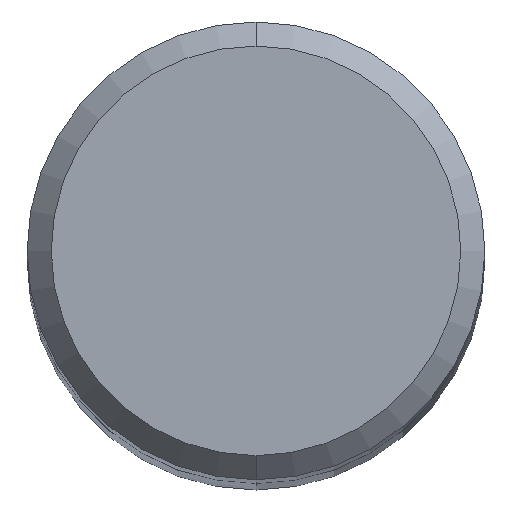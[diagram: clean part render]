
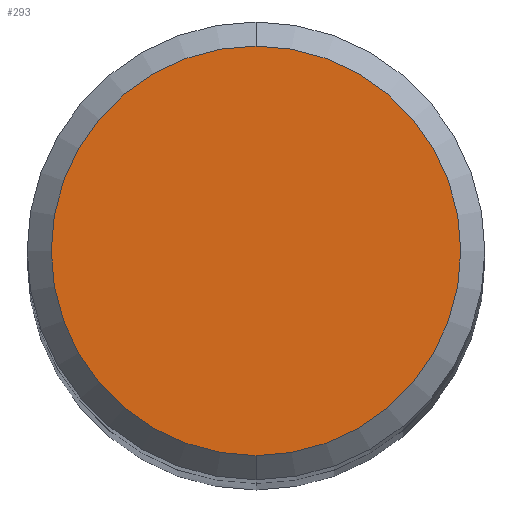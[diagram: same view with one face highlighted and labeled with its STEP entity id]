
A CAD part, top view. The second image highlights one B-rep face of the part: STEP entity #293.
In plain terms, the highlighted planar face has unit normal (0, 0, 1).
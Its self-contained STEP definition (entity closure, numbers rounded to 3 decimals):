
#233=EDGE_CURVE('',#243,#325,#502,.T.);
#243=VERTEX_POINT('',#513);
#293=ADVANCED_FACE('',(#566),#567,.T.);
#325=VERTEX_POINT('',#601);
#369=EDGE_CURVE('',#325,#243,#650,.T.);
#502=CIRCLE('',#880,4.25);
#513=CARTESIAN_POINT('',(0.0,4.25,42.0));
#566=FACE_OUTER_BOUND('',#1059,.T.);
#567=PLANE('',#1060);
#601=CARTESIAN_POINT('',(0.,-4.25,42.0));
#650=CIRCLE('',#1247,4.25);
#880=AXIS2_PLACEMENT_3D('',#1405,#1406,#1407);
#1059=EDGE_LOOP('',(#1459,#1460));
#1060=AXIS2_PLACEMENT_3D('',#1461,#1462,#1463);
#1247=AXIS2_PLACEMENT_3D('',#1542,#1543,#1544);
#1405=CARTESIAN_POINT('',(0.0,0.0,42.0));
#1406=DIRECTION('',(0.0,0.0,-1.0));
#1407=DIRECTION('',(0.0,1.0,0.0));
#1459=ORIENTED_EDGE('',*,*,#233,.F.);
#1460=ORIENTED_EDGE('',*,*,#369,.F.);
#1461=CARTESIAN_POINT('',(0.0,2.125,42.0));
#1462=DIRECTION('',(-0.0,0.0,1.0));
#1463=DIRECTION('',(0.0,-1.0,0.0));
#1542=CARTESIAN_POINT('',(0.0,0.0,42.0));
#1543=DIRECTION('',(0.0,0.0,-1.0));
#1544=DIRECTION('',(0.0,1.0,0.0));
